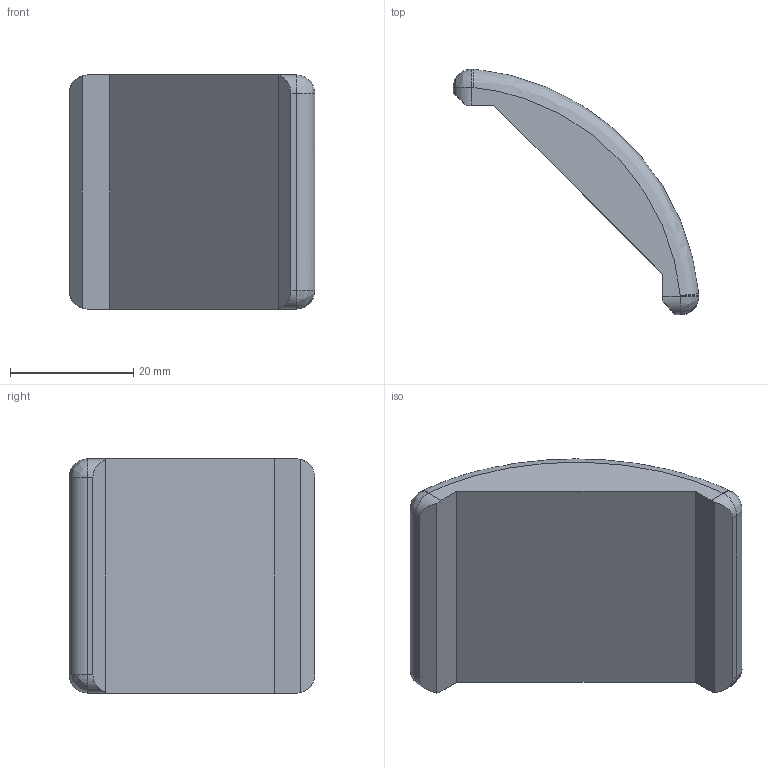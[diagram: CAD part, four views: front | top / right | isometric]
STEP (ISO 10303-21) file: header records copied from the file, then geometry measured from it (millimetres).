
FILE_DESCRIPTION((''),'2;1');
FILE_NAME('40x40 round cover cap.ipt.stp','2011-06-02T21:57:49',(''),(''),'Autodesk Inventor 2011','Autodesk Inventor 2011','');
FILE_SCHEMA(('AUTOMOTIVE_DESIGN { 1 0 10303 214 1 1 1 1 }'));
Length unit declared in the file: millimetre
Products named in the file (1): 40x40 round cover cap
Bounding box: 39.87 x 39.86 x 38 mm (x, y, z)
Volume: 17350.9 mm3; surface area: 5349.8 mm2
Topology: 1 solids, 1 shells, 31 faces, 74 edges, 39 vertices
Faces by surface type: cylinder 12, plane 11, bspline 8
Entity records: 1071 total; most frequent: CARTESIAN_POINT 364, ORIENTED_EDGE 136, DIRECTION 133, EDGE_CURVE 68, AXIS2_PLACEMENT_3D 49, VERTEX_POINT 39, VECTOR 35, LINE 35
